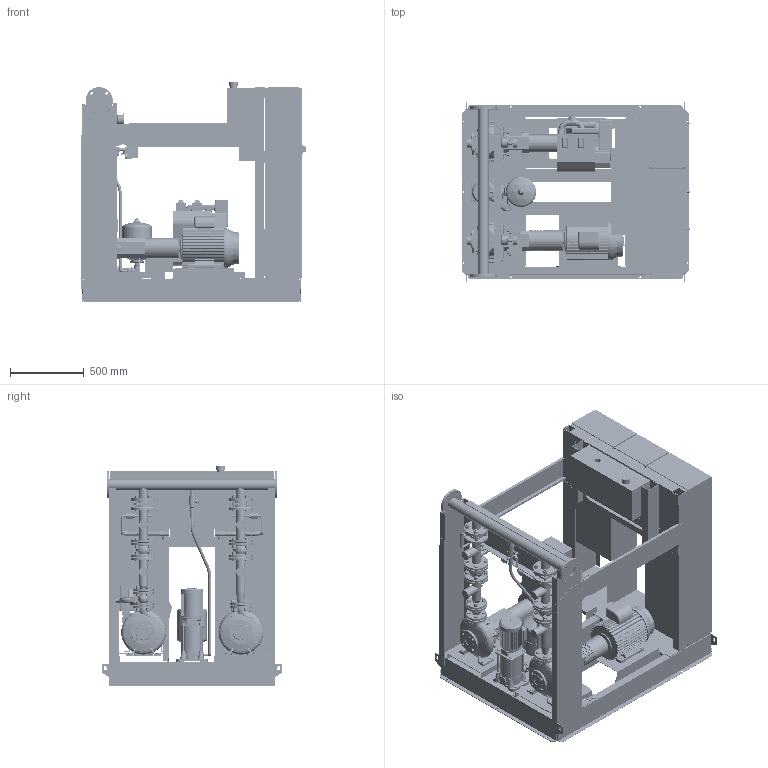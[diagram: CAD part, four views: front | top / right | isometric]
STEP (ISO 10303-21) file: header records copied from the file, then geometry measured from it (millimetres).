
FILE_DESCRIPTION((''),'2;1');
FILE_NAME('3d_Sifire-EN-32_200-210-7.5_10.5_0.75EDJ-4183998.stp','2015-05-26T07:58:54',(''),(''),'Mechanical Desktop 2009','Mechanical Desktop 2009',', , ');
FILE_SCHEMA(('CONFIG_CONTROL_DESIGN'));
Length unit declared in the file: millimetre
Products named in the file (1): Product
Bounding box: 1554.5 x 1230 x 1500 mm (x, y, z)
Volume: 448282451.9 mm3; surface area: 31894299.5 mm2
Topology: 248 solids, 248 shells, 6031 faces, 14507 edges, 9214 vertices
Faces by surface type: plane 2263, bspline 1862, cylinder 1172, cone 536, torus 158, sphere 40
Entity records: 196529 total; most frequent: CARTESIAN_POINT 63974, ORIENTED_EDGE 28946, DIRECTION 25050, EDGE_CURVE 14473, VERTEX_POINT 9213, AXIS2_PLACEMENT_3D 8500, VECTOR 8050, LINE 8050
